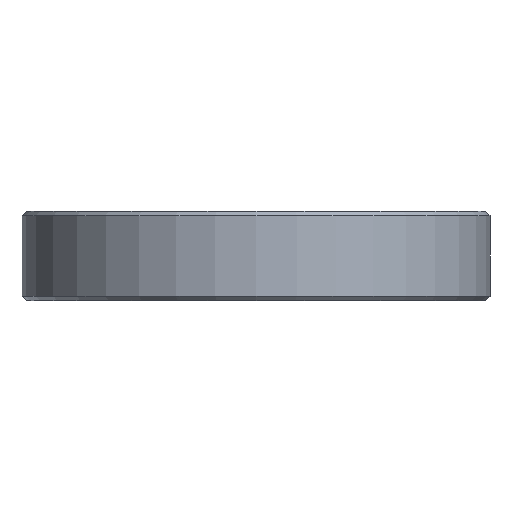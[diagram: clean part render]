
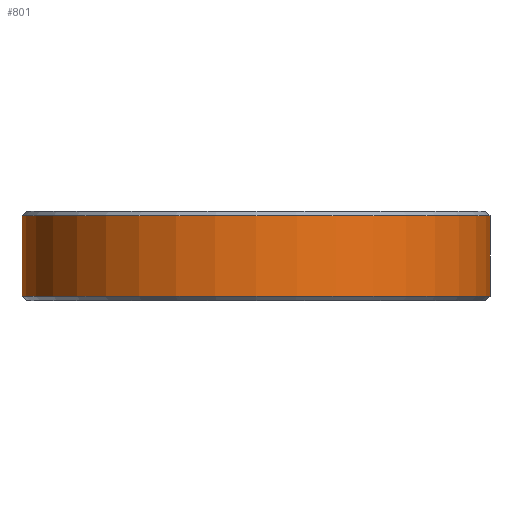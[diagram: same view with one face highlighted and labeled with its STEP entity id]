
A CAD part, left-side view. The second image highlights one B-rep face of the part: STEP entity #801.
In plain terms, the highlighted cylindrical face has radius 10.5 mm (diameter 21 mm), a partial arc.
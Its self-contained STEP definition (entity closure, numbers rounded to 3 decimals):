
#99 = DIRECTION ( 'NONE',  ( 0., 0., 1. ) ) ;
#143 = EDGE_CURVE ( 'NONE', #965, #1760, #396, .T. ) ;
#145 = DIRECTION ( 'NONE',  ( 0., 0., 1. ) ) ;
#250 = LINE ( 'NONE', #505, #646 ) ;
#272 = CARTESIAN_POINT ( 'NONE',  ( 0., 10.5, -1.8 ) ) ;
#309 = VERTEX_POINT ( 'NONE', #355 ) ;
#345 = CARTESIAN_POINT ( 'NONE',  ( 0., -10.5, 2. ) ) ;
#355 = CARTESIAN_POINT ( 'NONE',  ( 0., -10.5, -1.8 ) ) ;
#366 = CARTESIAN_POINT ( 'NONE',  ( 0., 0., 1.8 ) ) ;
#368 = CARTESIAN_POINT ( 'NONE',  ( 0., 0., -1.8 ) ) ;
#396 = CIRCLE ( 'NONE', #652, 10.5 ) ;
#430 = AXIS2_PLACEMENT_3D ( 'NONE', #594, #145, #1207 ) ;
#467 = CIRCLE ( 'NONE', #912, 10.5 ) ;
#494 = LINE ( 'NONE', #345, #1766 ) ;
#505 = CARTESIAN_POINT ( 'NONE',  ( 0., 10.5, 2. ) ) ;
#537 = ORIENTED_EDGE ( 'NONE', *, *, #1722, .F. ) ;
#555 = DIRECTION ( 'NONE',  ( 0., -1., 0. ) ) ;
#576 = ORIENTED_EDGE ( 'NONE', *, *, #143, .F. ) ;
#594 = CARTESIAN_POINT ( 'NONE',  ( 0., 0., 2. ) ) ;
#646 = VECTOR ( 'NONE', #99, 1000. ) ;
#652 = AXIS2_PLACEMENT_3D ( 'NONE', #366, #1000, #850 ) ;
#753 = CARTESIAN_POINT ( 'NONE',  ( 0., 10.5, 1.8 ) ) ;
#801 = ADVANCED_FACE ( 'NONE', ( #888 ), #1481, .T. ) ;
#836 = CARTESIAN_POINT ( 'NONE',  ( 0., -10.5, 1.8 ) ) ;
#850 = DIRECTION ( 'NONE',  ( 0., -1., 0. ) ) ;
#888 = FACE_OUTER_BOUND ( 'NONE', #1454, .T. ) ;
#912 = AXIS2_PLACEMENT_3D ( 'NONE', #368, #1594, #555 ) ;
#958 = DIRECTION ( 'NONE',  ( 0., 0., 1. ) ) ;
#965 = VERTEX_POINT ( 'NONE', #753 ) ;
#976 = EDGE_CURVE ( 'NONE', #1312, #309, #467, .T. ) ;
#1000 = DIRECTION ( 'NONE',  ( 0., 0., 1. ) ) ;
#1207 = DIRECTION ( 'NONE',  ( 0., -1., 0. ) ) ;
#1312 = VERTEX_POINT ( 'NONE', #272 ) ;
#1454 = EDGE_LOOP ( 'NONE', ( #537, #1849, #1765, #576 ) ) ;
#1481 = CYLINDRICAL_SURFACE ( 'NONE', #430, 10.5 ) ;
#1594 = DIRECTION ( 'NONE',  ( 0., 0., 1. ) ) ;
#1612 = EDGE_CURVE ( 'NONE', #309, #1760, #494, .T. ) ;
#1722 = EDGE_CURVE ( 'NONE', #1312, #965, #250, .T. ) ;
#1760 = VERTEX_POINT ( 'NONE', #836 ) ;
#1765 = ORIENTED_EDGE ( 'NONE', *, *, #1612, .T. ) ;
#1766 = VECTOR ( 'NONE', #958, 1000. ) ;
#1849 = ORIENTED_EDGE ( 'NONE', *, *, #976, .T. ) ;
